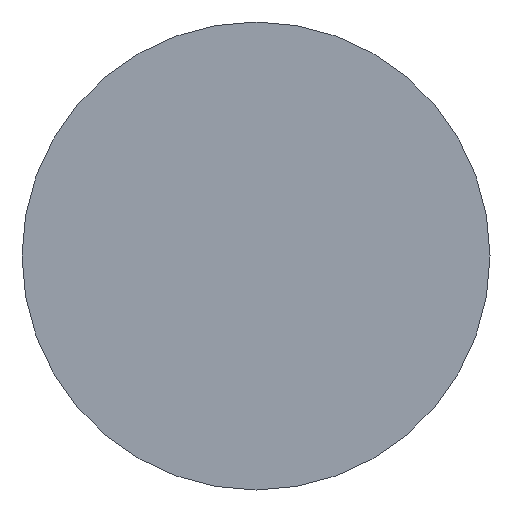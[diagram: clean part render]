
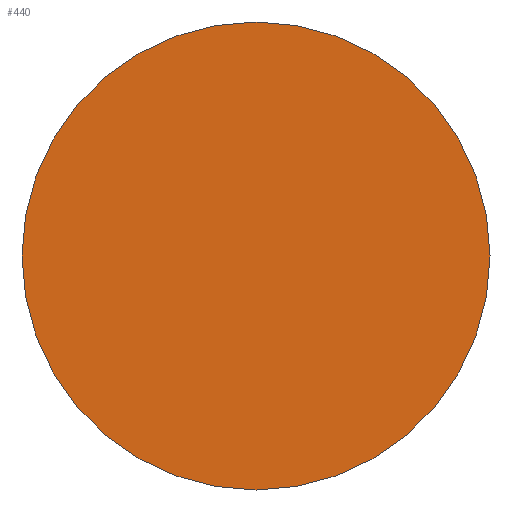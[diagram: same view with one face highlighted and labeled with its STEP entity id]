
A CAD part, front view. The second image highlights one B-rep face of the part: STEP entity #440.
In plain terms, the highlighted planar face has unit normal (0, -1, 0).
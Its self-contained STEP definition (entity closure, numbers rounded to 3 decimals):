
#45=PLANE('',#515);
#70=FACE_OUTER_BOUND('',#98,.T.);
#98=EDGE_LOOP('',(#376,#377));
#161=CIRCLE('',#516,9.);
#162=CIRCLE('',#517,9.);
#205=VERTEX_POINT('',#824);
#206=VERTEX_POINT('',#825);
#264=EDGE_CURVE('',#205,#206,#161,.T.);
#265=EDGE_CURVE('',#206,#205,#162,.T.);
#376=ORIENTED_EDGE('',*,*,#264,.F.);
#377=ORIENTED_EDGE('',*,*,#265,.F.);
#440=ADVANCED_FACE('',(#70),#45,.T.);
#515=AXIS2_PLACEMENT_3D('',#823,#640,#641);
#516=AXIS2_PLACEMENT_3D('',#826,#642,#643);
#517=AXIS2_PLACEMENT_3D('',#827,#644,#645);
#640=DIRECTION('center_axis',(0.,-1.,0.));
#641=DIRECTION('ref_axis',(0.,0.,-1.));
#642=DIRECTION('center_axis',(0.,1.,0.));
#643=DIRECTION('ref_axis',(1.,0.,0.));
#644=DIRECTION('center_axis',(0.,1.,0.));
#645=DIRECTION('ref_axis',(1.,0.,0.));
#823=CARTESIAN_POINT('Origin',(-9.,0.,0.));
#824=CARTESIAN_POINT('',(-9.,0.,0.));
#825=CARTESIAN_POINT('',(0.,0.,-9.));
#826=CARTESIAN_POINT('Origin',(0.,0.,
0.));
#827=CARTESIAN_POINT('Origin',(0.,0.,
0.));
